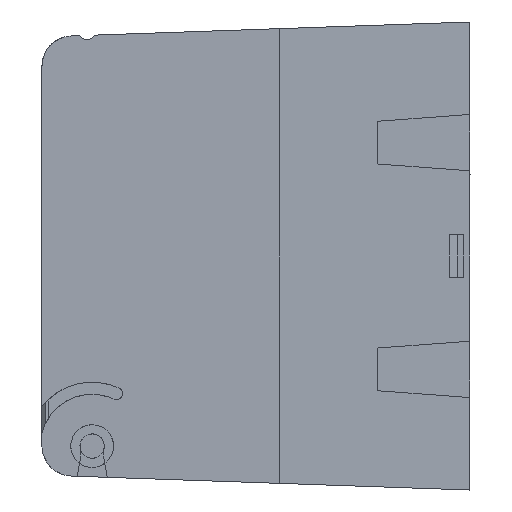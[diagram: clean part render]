
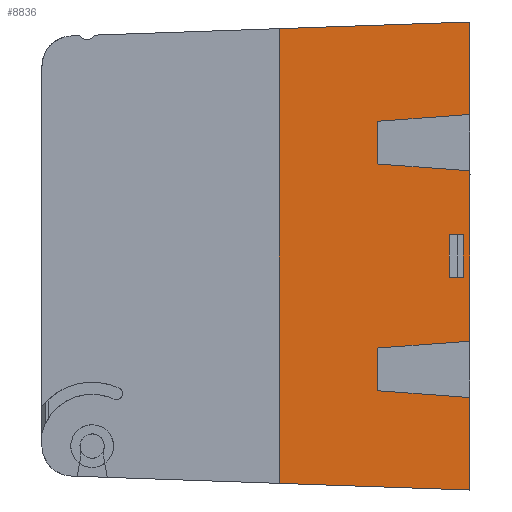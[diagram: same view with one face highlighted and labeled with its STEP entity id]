
A CAD part, left-side view. The second image highlights one B-rep face of the part: STEP entity #8836.
In plain terms, the highlighted planar face has unit normal (1, 0, 0).
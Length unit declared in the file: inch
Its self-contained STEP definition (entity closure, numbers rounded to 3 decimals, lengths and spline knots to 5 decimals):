
#27 = EDGE_CURVE ( 'NONE', #8206, #12426, #728, .T. ) ;
#125 = EDGE_CURVE ( 'NONE', #12426, #12901, #6937, .T. ) ;
#156 = VERTEX_POINT ( 'NONE', #8557 ) ;
#429 = CARTESIAN_POINT ( 'NONE',  ( -0.465, 0., 1.4375 ) ) ;
#512 = DIRECTION ( 'NONE',  ( 0., 0., 1. ) ) ;
#530 = VECTOR ( 'NONE', #5769, 39.37008 ) ;
#728 = LINE ( 'NONE', #10920, #13748 ) ;
#777 = ORIENTED_EDGE ( 'NONE', *, *, #9644, .F. ) ;
#970 = VECTOR ( 'NONE', #8397, 39.37008 ) ;
#1136 = LINE ( 'NONE', #9538, #14578 ) ;
#1240 = DIRECTION ( 'NONE',  ( 0., -0.997, 0.074 ) ) ;
#1278 = VECTOR ( 'NONE', #1899, 39.37008 ) ;
#1374 = LINE ( 'NONE', #9614, #970 ) ;
#1459 = CARTESIAN_POINT ( 'NONE',  ( -0.465, 0.594, 0.14 ) ) ;
#1631 = CARTESIAN_POINT ( 'NONE',  ( -0.465, 0.133, -0.5 ) ) ;
#1899 = DIRECTION ( 'NONE',  ( 0., 0., 1. ) ) ;
#1938 = EDGE_CURVE ( 'NONE', #2335, #16196, #5134, .T. ) ;
#2046 = ORIENTED_EDGE ( 'NONE', *, *, #11501, .F. ) ;
#2057 = EDGE_CURVE ( 'NONE', #9285, #16068, #9165, .T. ) ;
#2061 = CARTESIAN_POINT ( 'NONE',  ( -0.465, 0.604, -0.5 ) ) ;
#2106 = ORIENTED_EDGE ( 'NONE', *, *, #9520, .F. ) ;
#2129 = CARTESIAN_POINT ( 'NONE',  ( -0.465, 0., 0.93 ) ) ;
#2294 = CARTESIAN_POINT ( 'NONE',  ( -0.465, 1.25, 1.49391 ) ) ;
#2335 = VERTEX_POINT ( 'NONE', #14052 ) ;
#2354 = VECTOR ( 'NONE', #1240, 39.37008 ) ;
#2575 = CARTESIAN_POINT ( 'NONE',  ( -0.465, 0.133, 0.14 ) ) ;
#2595 = CARTESIAN_POINT ( 'NONE',  ( -0.465, 0.604, -0.60477 ) ) ;
#2643 = DIRECTION ( 'NONE',  ( 0., -1., 0. ) ) ;
#2808 = ORIENTED_EDGE ( 'NONE', *, *, #1938, .F. ) ;
#2882 = LINE ( 'NONE', #13235, #9357 ) ;
#2909 = LINE ( 'NONE', #15242, #12897 ) ;
#2937 = ORIENTED_EDGE ( 'NONE', *, *, #10438, .F. ) ;
#2982 = CARTESIAN_POINT ( 'NONE',  ( -0.465, 0.604, 0.60477 ) ) ;
#3146 = DIRECTION ( 'NONE',  ( 0., 0., -1. ) ) ;
#3177 = ORIENTED_EDGE ( 'NONE', *, *, #14079, .F. ) ;
#3208 = CARTESIAN_POINT ( 'NONE',  ( -0.465, 0.04, -0.14 ) ) ;
#3459 = VERTEX_POINT ( 'NONE', #2294 ) ;
#4858 = DIRECTION ( 'NONE',  ( 0., 0., -1. ) ) ;
#5134 = LINE ( 'NONE', #2061, #1278 ) ;
#5145 = VECTOR ( 'NONE', #10309, 39.37008 ) ;
#5157 = DIRECTION ( 'NONE',  ( -1., 0., 0. ) ) ;
#5448 = DIRECTION ( 'NONE',  ( 0., -0.999, -0.035 ) ) ;
#5500 = VECTOR ( 'NONE', #5448, 39.37008 ) ;
#5696 = VECTOR ( 'NONE', #512, 39.37008 ) ;
#5769 = DIRECTION ( 'NONE',  ( 0., 1., 0. ) ) ;
#6159 = ORIENTED_EDGE ( 'NONE', *, *, #16783, .F. ) ;
#6262 = CARTESIAN_POINT ( 'NONE',  ( -0.465, 0.604, -0.60477 ) ) ;
#6264 = VECTOR ( 'NONE', #7377, 39.37008 ) ;
#6616 = EDGE_LOOP ( 'NONE', ( #7248, #7644, #777, #2937, #13652, #13667, #2106, #6159, #2046, #16170, #15820, #2808 ) ) ;
#6821 = VECTOR ( 'NONE', #14455, 39.37008 ) ;
#6937 = LINE ( 'NONE', #7037, #530 ) ;
#7037 = CARTESIAN_POINT ( 'NONE',  ( -0.465, 0.594, -0.14 ) ) ;
#7153 = VECTOR ( 'NONE', #2643, 39.37008 ) ;
#7245 = CARTESIAN_POINT ( 'NONE',  ( -0.465, 0., 0.56 ) ) ;
#7248 = ORIENTED_EDGE ( 'NONE', *, *, #14150, .F. ) ;
#7376 = DIRECTION ( 'NONE',  ( 0., 0., 1. ) ) ;
#7377 = DIRECTION ( 'NONE',  ( 0., 0., 1. ) ) ;
#7386 = CARTESIAN_POINT ( 'NONE',  ( -0.465, 0., 1.53756 ) ) ;
#7456 = LINE ( 'NONE', #12669, #14469 ) ;
#7644 = ORIENTED_EDGE ( 'NONE', *, *, #13171, .F. ) ;
#7769 = LINE ( 'NONE', #1631, #14369 ) ;
#8009 = VERTEX_POINT ( 'NONE', #7245 ) ;
#8206 = VERTEX_POINT ( 'NONE', #12808 ) ;
#8215 = EDGE_LOOP ( 'NONE', ( #3177, #9692, #10127, #10089 ) ) ;
#8397 = DIRECTION ( 'NONE',  ( 0., 0., 1. ) ) ;
#8557 = CARTESIAN_POINT ( 'NONE',  ( -0.465, 0., -0.93 ) ) ;
#8708 = VERTEX_POINT ( 'NONE', #10172 ) ;
#8836 = ADVANCED_FACE ( 'NONE', ( #16325, #16738 ), #12922, .F. ) ;
#9165 = LINE ( 'NONE', #429, #5696 ) ;
#9285 = VERTEX_POINT ( 'NONE', #2129 ) ;
#9292 = VERTEX_POINT ( 'NONE', #2575 ) ;
#9357 = VECTOR ( 'NONE', #15818, 39.37008 ) ;
#9520 = EDGE_CURVE ( 'NONE', #9743, #9285, #2882, .T. ) ;
#9538 = CARTESIAN_POINT ( 'NONE',  ( -0.465, 0., -0.93 ) ) ;
#9614 = CARTESIAN_POINT ( 'NONE',  ( -0.465, 0., 1.4375 ) ) ;
#9644 = EDGE_CURVE ( 'NONE', #8708, #9957, #15893, .T. ) ;
#9692 = ORIENTED_EDGE ( 'NONE', *, *, #125, .F. ) ;
#9699 = VERTEX_POINT ( 'NONE', #2982 ) ;
#9743 = VERTEX_POINT ( 'NONE', #14696 ) ;
#9763 = LINE ( 'NONE', #11322, #6264 ) ;
#9957 = VERTEX_POINT ( 'NONE', #12888 ) ;
#10089 = ORIENTED_EDGE ( 'NONE', *, *, #11996, .F. ) ;
#10127 = ORIENTED_EDGE ( 'NONE', *, *, #27, .F. ) ;
#10172 = CARTESIAN_POINT ( 'NONE',  ( -0.465, 1.25, -1.49391 ) ) ;
#10245 = CARTESIAN_POINT ( 'NONE',  ( -0.465, 0.00349, 1.53744 ) ) ;
#10309 = DIRECTION ( 'NONE',  ( 0., 0.999, -0.035 ) ) ;
#10438 = EDGE_CURVE ( 'NONE', #3459, #8708, #7456, .T. ) ;
#10539 = CARTESIAN_POINT ( 'NONE',  ( -0.465, 0.133, -0.14 ) ) ;
#10920 = CARTESIAN_POINT ( 'NONE',  ( -0.465, 0.04, -0.5 ) ) ;
#11322 = CARTESIAN_POINT ( 'NONE',  ( -0.465, 0.604, -0.5 ) ) ;
#11501 = EDGE_CURVE ( 'NONE', #8009, #9699, #16831, .T. ) ;
#11672 = EDGE_CURVE ( 'NONE', #16774, #8009, #1374, .T. ) ;
#11996 = EDGE_CURVE ( 'NONE', #9292, #8206, #14175, .T. ) ;
#12238 = AXIS2_PLACEMENT_3D ( 'NONE', #12979, #5157, #14276 ) ;
#12335 = LINE ( 'NONE', #2595, #2354 ) ;
#12426 = VERTEX_POINT ( 'NONE', #3208 ) ;
#12481 = LINE ( 'NONE', #10245, #5145 ) ;
#12669 = CARTESIAN_POINT ( 'NONE',  ( -0.465, 1.25, 3.60036 ) ) ;
#12808 = CARTESIAN_POINT ( 'NONE',  ( -0.465, 0.04, 0.14 ) ) ;
#12888 = CARTESIAN_POINT ( 'NONE',  ( -0.465, 0., -1.53756 ) ) ;
#12897 = VECTOR ( 'NONE', #7376, 39.37008 ) ;
#12901 = VERTEX_POINT ( 'NONE', #10539 ) ;
#12922 = PLANE ( 'NONE',  #12238 ) ;
#12979 = CARTESIAN_POINT ( 'NONE',  ( -0.465, 0.594, -0.5 ) ) ;
#13171 = EDGE_CURVE ( 'NONE', #9957, #156, #2909, .T. ) ;
#13235 = CARTESIAN_POINT ( 'NONE',  ( -0.465, 0.604, 0.88523 ) ) ;
#13652 = ORIENTED_EDGE ( 'NONE', *, *, #14642, .F. ) ;
#13667 = ORIENTED_EDGE ( 'NONE', *, *, #2057, .F. ) ;
#13748 = VECTOR ( 'NONE', #3146, 39.37008 ) ;
#13851 = EDGE_CURVE ( 'NONE', #16196, #16774, #12335, .T. ) ;
#13959 = CARTESIAN_POINT ( 'NONE',  ( -0.465, 0., -0.56 ) ) ;
#14052 = CARTESIAN_POINT ( 'NONE',  ( -0.465, 0.604, -0.88523 ) ) ;
#14079 = EDGE_CURVE ( 'NONE', #12901, #9292, #7769, .T. ) ;
#14150 = EDGE_CURVE ( 'NONE', #156, #2335, #1136, .T. ) ;
#14175 = LINE ( 'NONE', #1459, #7153 ) ;
#14276 = DIRECTION ( 'NONE',  ( 0., 0., 1. ) ) ;
#14369 = VECTOR ( 'NONE', #14619, 39.37008 ) ;
#14455 = DIRECTION ( 'NONE',  ( 0., 0.997, 0.074 ) ) ;
#14469 = VECTOR ( 'NONE', #4858, 39.37008 ) ;
#14512 = CARTESIAN_POINT ( 'NONE',  ( -0.465, 0., 0.56 ) ) ;
#14578 = VECTOR ( 'NONE', #14823, 39.37008 ) ;
#14619 = DIRECTION ( 'NONE',  ( 0., 0., 1. ) ) ;
#14642 = EDGE_CURVE ( 'NONE', #16068, #3459, #12481, .T. ) ;
#14653 = CARTESIAN_POINT ( 'NONE',  ( -0.465, 0.00349, -1.53744 ) ) ;
#14696 = CARTESIAN_POINT ( 'NONE',  ( -0.465, 0.604, 0.88523 ) ) ;
#14823 = DIRECTION ( 'NONE',  ( 0., 0.997, 0.074 ) ) ;
#15242 = CARTESIAN_POINT ( 'NONE',  ( -0.465, 0., 1.4375 ) ) ;
#15818 = DIRECTION ( 'NONE',  ( 0., -0.997, 0.074 ) ) ;
#15820 = ORIENTED_EDGE ( 'NONE', *, *, #13851, .F. ) ;
#15893 = LINE ( 'NONE', #14653, #5500 ) ;
#16068 = VERTEX_POINT ( 'NONE', #7386 ) ;
#16170 = ORIENTED_EDGE ( 'NONE', *, *, #11672, .F. ) ;
#16196 = VERTEX_POINT ( 'NONE', #6262 ) ;
#16325 = FACE_BOUND ( 'NONE', #8215, .T. ) ;
#16738 = FACE_OUTER_BOUND ( 'NONE', #6616, .T. ) ;
#16774 = VERTEX_POINT ( 'NONE', #13959 ) ;
#16783 = EDGE_CURVE ( 'NONE', #9699, #9743, #9763, .T. ) ;
#16831 = LINE ( 'NONE', #14512, #6821 ) ;
